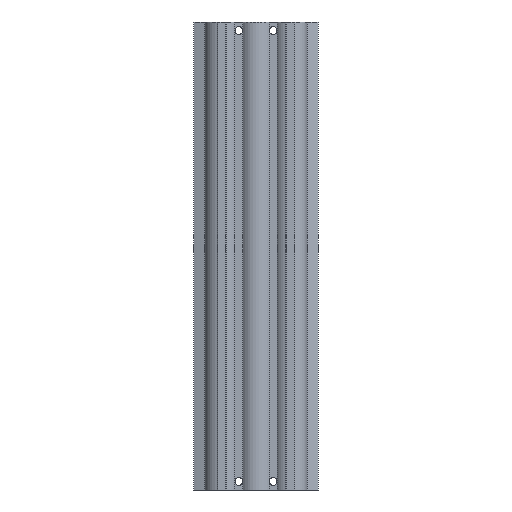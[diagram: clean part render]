
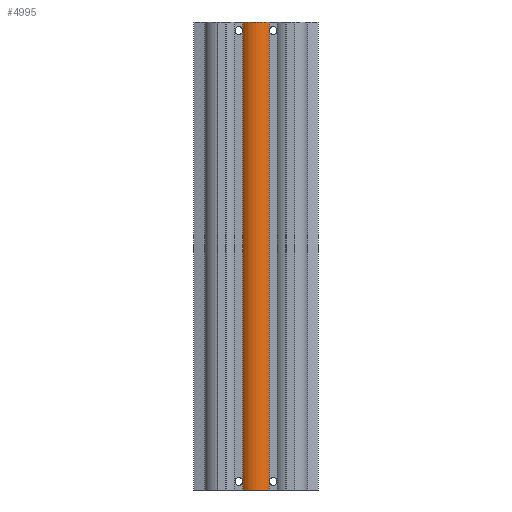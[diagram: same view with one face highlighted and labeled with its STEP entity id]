
A CAD part, front view. The second image highlights one B-rep face of the part: STEP entity #4995.
In plain terms, the highlighted cylindrical face has radius 10 mm (diameter 20 mm), a partial arc.
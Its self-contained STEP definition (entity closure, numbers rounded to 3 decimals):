
#284=CYLINDRICAL_SURFACE('',#5451,10.);
#489=LINE('',#8929,#721);
#490=LINE('',#8935,#722);
#721=VECTOR('',#6298,1000.);
#722=VECTOR('',#6305,1000.);
#1164=ORIENTED_EDGE('',*,*,#2384,.F.);
#1165=ORIENTED_EDGE('',*,*,#2383,.F.);
#1166=ORIENTED_EDGE('',*,*,#2385,.T.);
#1167=ORIENTED_EDGE('',*,*,#2386,.T.);
#2383=EDGE_CURVE('',#2985,#2984,#489,.T.);
#2384=EDGE_CURVE('',#2984,#2986,#3388,.T.);
#2385=EDGE_CURVE('',#2985,#2987,#3389,.T.);
#2386=EDGE_CURVE('',#2987,#2986,#490,.T.);
#2984=VERTEX_POINT('',#8926);
#2985=VERTEX_POINT('',#8928);
#2986=VERTEX_POINT('',#8932);
#2987=VERTEX_POINT('',#8934);
#3388=CIRCLE('',#5452,10.);
#3389=CIRCLE('',#5453,10.);
#3727=EDGE_LOOP('',(#1164,#1165,#1166,#1167));
#4351=FACE_BOUND('',#3727,.T.);
#4995=ADVANCED_FACE('',(#4351),#284,.T.);
#5451=AXIS2_PLACEMENT_3D('',#8930,#6299,#6300);
#5452=AXIS2_PLACEMENT_3D('',#8931,#6301,#6302);
#5453=AXIS2_PLACEMENT_3D('',#8933,#6303,#6304);
#6298=DIRECTION('',(0.,0.,1.));
#6299=DIRECTION('',(0.,0.,1.));
#6300=DIRECTION('',(1.,0.,0.));
#6301=DIRECTION('',(0.,0.,1.));
#6302=DIRECTION('',(1.,0.,0.));
#6303=DIRECTION('',(0.,0.,1.));
#6304=DIRECTION('',(1.,0.,0.));
#6305=DIRECTION('',(0.,0.,1.));
#8926=CARTESIAN_POINT('',(-7.491,4.375,0.));
#8928=CARTESIAN_POINT('',(-7.491,4.375,-274.));
#8929=CARTESIAN_POINT('',(-7.491,4.375,-274.));
#8930=CARTESIAN_POINT('',(0.,11.,-274.));
#8931=CARTESIAN_POINT('',(0.,11.,0.));
#8932=CARTESIAN_POINT('',(7.491,4.375,0.));
#8933=CARTESIAN_POINT('',(0.,11.,-274.));
#8934=CARTESIAN_POINT('',(7.491,4.375,-274.));
#8935=CARTESIAN_POINT('',(7.491,4.375,-274.));
